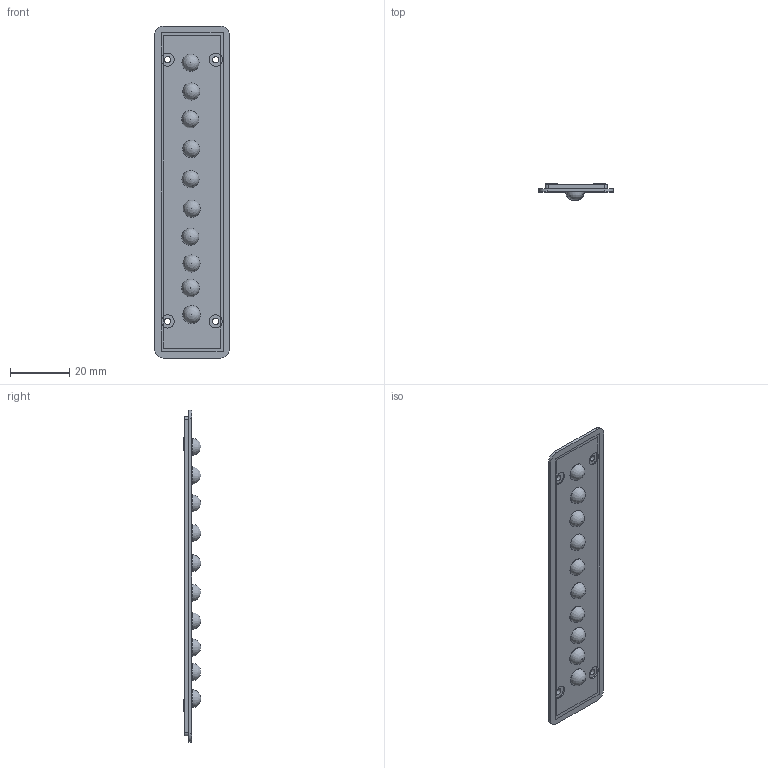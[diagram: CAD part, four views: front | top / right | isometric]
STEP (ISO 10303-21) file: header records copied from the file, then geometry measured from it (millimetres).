
FILE_DESCRIPTION(('FreeCAD Model'),'2;1');
FILE_NAME('Open CASCADE Shape Model','2024-06-10T12:22:18',(''),(''), 'Open CASCADE STEP processor 7.6','FreeCAD','Unknown');
FILE_SCHEMA(('AUTOMOTIVE_DESIGN { 1 0 10303 214 1 1 1 1 }'));
Length unit declared in the file: millimetre
Products named in the file (1): Branch Superior Horizontal
Bounding box: 25.38 x 5.9 x 112.43 mm (x, y, z)
Volume: 3762.5 mm3; surface area: 7134.1 mm2
Topology: 1 solids, 1 shells, 101 faces, 235 edges, 149 vertices
Faces by surface type: plane 53, cylinder 37, revolution 10, bspline 1
Full cylindrical faces by diameter (mm): 2.111 x4, 4.263 x4, 5.813 x8, 6.013 x1, 6.046 x1
Entity records: 6339 total; most frequent: CARTESIAN_POINT 1406, DIRECTION 972, LINE 487, VECTOR 487, ORIENTED_EDGE 470, PCURVE 470, DEFINITIONAL_REPRESENTATION 470, EDGE_CURVE 235
